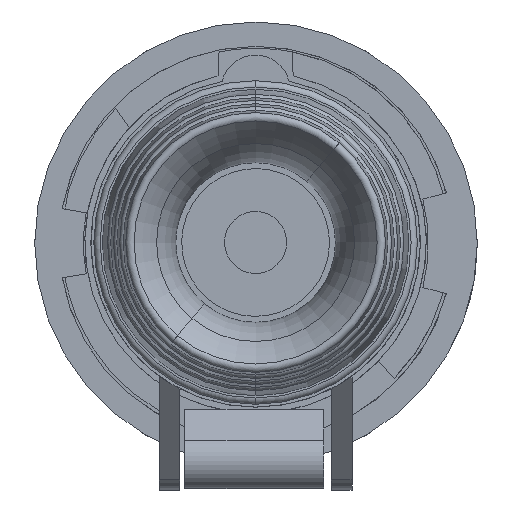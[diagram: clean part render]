
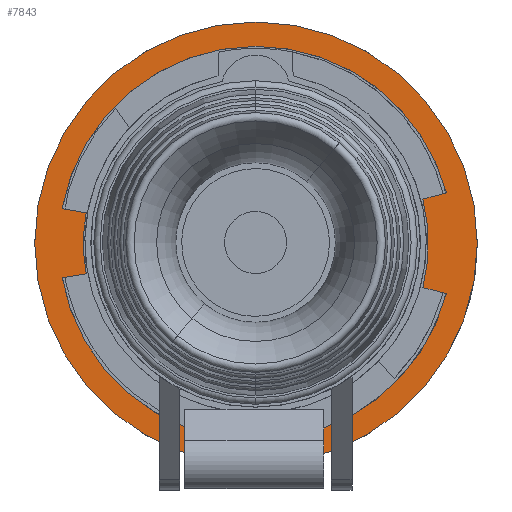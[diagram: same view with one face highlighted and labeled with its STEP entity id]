
A CAD part, front view. The second image highlights one B-rep face of the part: STEP entity #7843.
In plain terms, the highlighted planar face has unit normal (0, -1, 0).
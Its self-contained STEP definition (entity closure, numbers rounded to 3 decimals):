
#56 = CARTESIAN_POINT ( 'NONE',  ( 41.185, 64.45, -11.075 ) ) ;
#189 = AXIS2_PLACEMENT_3D ( 'NONE', #11827, #13951, #6040 ) ;
#292 = CIRCLE ( 'NONE', #2096, 48.5 ) ;
#434 = CARTESIAN_POINT ( 'NONE',  ( 46.985, 64.45, 12.21 ) ) ;
#1048 = DIRECTION ( 'NONE',  ( 0., 0., -1. ) ) ;
#1280 = CARTESIAN_POINT ( 'NONE',  ( 0.1, 64.45, 54.3 ) ) ;
#1305 = ORIENTED_EDGE ( 'NONE', *, *, #4815, .T. ) ;
#1311 = DIRECTION ( 'NONE',  ( 0., 0., 1. ) ) ;
#1355 = CIRCLE ( 'NONE', #7712, 48.5 ) ;
#1570 = CIRCLE ( 'NONE', #9560, 48.5 ) ;
#1589 = EDGE_CURVE ( 'NONE', #12443, #1649, #7515, .T. ) ;
#1649 = VERTEX_POINT ( 'NONE', #6430 ) ;
#2096 = AXIS2_PLACEMENT_3D ( 'NONE', #13050, #6690, #4487 ) ;
#2189 = EDGE_CURVE ( 'NONE', #5733, #9451, #10769, .T. ) ;
#2299 = EDGE_CURVE ( 'NONE', #10935, #11092, #10698, .T. ) ;
#2488 = CARTESIAN_POINT ( 'NONE',  ( 0.1, 64.45, -0.2 ) ) ;
#2569 = VECTOR ( 'NONE', #13769, 1000. ) ;
#2691 = CARTESIAN_POINT ( 'NONE',  ( 0.1, 64.45, -48.7 ) ) ;
#2922 = LINE ( 'NONE', #8351, #2569 ) ;
#3027 = VERTEX_POINT ( 'NONE', #10716 ) ;
#3143 = CARTESIAN_POINT ( 'NONE',  ( -41.733, 64.45, 7.3 ) ) ;
#3178 = VERTEX_POINT ( 'NONE', #8236 ) ;
#3250 = AXIS2_PLACEMENT_3D ( 'NONE', #9479, #10342, #12756 ) ;
#3488 = ORIENTED_EDGE ( 'NONE', *, *, #12564, .F. ) ;
#3719 = CARTESIAN_POINT ( 'NONE',  ( 41.185, 64.45, 10.675 ) ) ;
#3961 = CARTESIAN_POINT ( 'NONE',  ( -41.733, 64.45, -7.7 ) ) ;
#4021 = VECTOR ( 'NONE', #8533, 1000. ) ;
#4309 = CARTESIAN_POINT ( 'NONE',  ( 41.185, 64.45, -11.075 ) ) ;
#4414 = DIRECTION ( 'NONE',  ( 0.967, 0., -0.256 ) ) ;
#4469 = EDGE_CURVE ( 'NONE', #10659, #13246, #2922, .T. ) ;
#4487 = DIRECTION ( 'NONE',  ( 0., 0., 1. ) ) ;
#4531 = DIRECTION ( 'NONE',  ( 0., -1., 0. ) ) ;
#4624 = VECTOR ( 'NONE', #4414, 1000. ) ;
#4719 = EDGE_LOOP ( 'NONE', ( #5487, #11828 ) ) ;
#4815 = EDGE_CURVE ( 'NONE', #10129, #3178, #12405, .T. ) ;
#4914 = CIRCLE ( 'NONE', #13552, 48.5 ) ;
#5230 = CARTESIAN_POINT ( 'NONE',  ( -17.45, 64.45, -45.413 ) ) ;
#5413 = AXIS2_PLACEMENT_3D ( 'NONE', #10557, #11630, #12563 ) ;
#5452 = CARTESIAN_POINT ( 'NONE',  ( 0.1, 64.45, -0.2 ) ) ;
#5464 = VECTOR ( 'NONE', #13151, 1000. ) ;
#5487 = ORIENTED_EDGE ( 'NONE', *, *, #7442, .F. ) ;
#5498 = ORIENTED_EDGE ( 'NONE', *, *, #2189, .F. ) ;
#5503 = EDGE_CURVE ( 'NONE', #11139, #8220, #12253, .T. ) ;
#5554 = AXIS2_PLACEMENT_3D ( 'NONE', #10838, #6261, #1048 ) ;
#5595 = ORIENTED_EDGE ( 'NONE', *, *, #9624, .T. ) ;
#5733 = VERTEX_POINT ( 'NONE', #9049 ) ;
#5759 = DIRECTION ( 'NONE',  ( -0.986, 0., 0.167 ) ) ;
#6040 = DIRECTION ( 'NONE',  ( 0., 0., -1. ) ) ;
#6144 = ORIENTED_EDGE ( 'NONE', *, *, #10966, .T. ) ;
#6261 = DIRECTION ( 'NONE',  ( 0., 1., 0. ) ) ;
#6382 = EDGE_CURVE ( 'NONE', #10659, #3027, #1355, .T. ) ;
#6401 = EDGE_CURVE ( 'NONE', #7819, #11092, #1570, .T. ) ;
#6430 = CARTESIAN_POINT ( 'NONE',  ( -17.45, 64.45, -45.623 ) ) ;
#6443 = VECTOR ( 'NONE', #8358, 1000. ) ;
#6690 = DIRECTION ( 'NONE',  ( 0., -1., 0. ) ) ;
#6768 = CARTESIAN_POINT ( 'NONE',  ( 46.985, 64.45, -12.61 ) ) ;
#6794 = ORIENTED_EDGE ( 'NONE', *, *, #8937, .T. ) ;
#6847 = DIRECTION ( 'NONE',  ( 0., 1., 0. ) ) ;
#6979 = AXIS2_PLACEMENT_3D ( 'NONE', #2488, #6847, #11202 ) ;
#7151 = ORIENTED_EDGE ( 'NONE', *, *, #8396, .T. ) ;
#7442 = EDGE_CURVE ( 'NONE', #8220, #11139, #13383, .T. ) ;
#7504 = ORIENTED_EDGE ( 'NONE', *, *, #4469, .T. ) ;
#7515 = LINE ( 'NONE', #10797, #5464 ) ;
#7696 = VECTOR ( 'NONE', #5759, 1000. ) ;
#7712 = AXIS2_PLACEMENT_3D ( 'NONE', #5452, #8881, #9876 ) ;
#7764 = DIRECTION ( 'NONE',  ( 0., 0., -1. ) ) ;
#7789 = CARTESIAN_POINT ( 'NONE',  ( 0.1, 64.45, -0.2 ) ) ;
#7819 = VERTEX_POINT ( 'NONE', #2691 ) ;
#7843 = ADVANCED_FACE ( 'NONE', ( #8392, #9399 ), #11535, .F. ) ;
#8220 = VERTEX_POINT ( 'NONE', #1280 ) ;
#8236 = CARTESIAN_POINT ( 'NONE',  ( -41.733, 64.45, 7.3 ) ) ;
#8238 = ORIENTED_EDGE ( 'NONE', *, *, #10634, .F. ) ;
#8351 = CARTESIAN_POINT ( 'NONE',  ( 41.185, 64.45, 10.675 ) ) ;
#8358 = DIRECTION ( 'NONE',  ( 0., 0., 1. ) ) ;
#8392 = FACE_OUTER_BOUND ( 'NONE', #4719, .T. ) ;
#8396 = EDGE_CURVE ( 'NONE', #13246, #10935, #9945, .T. ) ;
#8533 = DIRECTION ( 'NONE',  ( 0.986, 0., 0.167 ) ) ;
#8656 = CARTESIAN_POINT ( 'NONE',  ( -17.45, 64.45, -0.2 ) ) ;
#8772 = CARTESIAN_POINT ( 'NONE',  ( 0.1, 64.45, -0.2 ) ) ;
#8845 = CARTESIAN_POINT ( 'NONE',  ( 0.1, 64.45, -54.7 ) ) ;
#8881 = DIRECTION ( 'NONE',  ( 0., -1., 0. ) ) ;
#8937 = EDGE_CURVE ( 'NONE', #5733, #10129, #13807, .T. ) ;
#9049 = CARTESIAN_POINT ( 'NONE',  ( -47.649, 64.45, -8.7 ) ) ;
#9399 = FACE_BOUND ( 'NONE', #9738, .T. ) ;
#9451 = VERTEX_POINT ( 'NONE', #5230 ) ;
#9479 = CARTESIAN_POINT ( 'NONE',  ( 0.1, 64.45, -0.2 ) ) ;
#9560 = AXIS2_PLACEMENT_3D ( 'NONE', #7789, #4531, #1311 ) ;
#9598 = ORIENTED_EDGE ( 'NONE', *, *, #6401, .F. ) ;
#9624 = EDGE_CURVE ( 'NONE', #3178, #13158, #14072, .T. ) ;
#9738 = EDGE_LOOP ( 'NONE', ( #8238, #13298, #6144, #5498, #6794, #1305, #5595, #3488, #9936, #7504, #7151, #12651, #9598 ) ) ;
#9876 = DIRECTION ( 'NONE',  ( 0., 0., 1. ) ) ;
#9936 = ORIENTED_EDGE ( 'NONE', *, *, #6382, .F. ) ;
#9945 = CIRCLE ( 'NONE', #6979, 42.5 ) ;
#10129 = VERTEX_POINT ( 'NONE', #10728 ) ;
#10342 = DIRECTION ( 'NONE',  ( 0., -1., 0. ) ) ;
#10557 = CARTESIAN_POINT ( 'NONE',  ( 0.1, 64.45, -0.2 ) ) ;
#10634 = EDGE_CURVE ( 'NONE', #12443, #7819, #292, .T. ) ;
#10648 = LINE ( 'NONE', #8656, #6443 ) ;
#10659 = VERTEX_POINT ( 'NONE', #434 ) ;
#10698 = LINE ( 'NONE', #56, #4624 ) ;
#10716 = CARTESIAN_POINT ( 'NONE',  ( 0.1, 64.45, 48.3 ) ) ;
#10728 = CARTESIAN_POINT ( 'NONE',  ( -41.733, 64.45, -7.7 ) ) ;
#10769 = CIRCLE ( 'NONE', #3250, 48.5 ) ;
#10797 = CARTESIAN_POINT ( 'NONE',  ( 0.1, 64.45, -45.623 ) ) ;
#10838 = CARTESIAN_POINT ( 'NONE',  ( 0.1, 64.45, -0.2 ) ) ;
#10935 = VERTEX_POINT ( 'NONE', #4309 ) ;
#10966 = EDGE_CURVE ( 'NONE', #1649, #9451, #10648, .T. ) ;
#11092 = VERTEX_POINT ( 'NONE', #6768 ) ;
#11139 = VERTEX_POINT ( 'NONE', #8845 ) ;
#11202 = DIRECTION ( 'NONE',  ( 0., 0., 1. ) ) ;
#11336 = CARTESIAN_POINT ( 'NONE',  ( -16.9, 64.45, -45.623 ) ) ;
#11535 = PLANE ( 'NONE',  #189 ) ;
#11551 = AXIS2_PLACEMENT_3D ( 'NONE', #8772, #13214, #7764 ) ;
#11630 = DIRECTION ( 'NONE',  ( 0., 1., 0. ) ) ;
#11827 = CARTESIAN_POINT ( 'NONE',  ( 0.1, 64.45, -0.2 ) ) ;
#11828 = ORIENTED_EDGE ( 'NONE', *, *, #5503, .F. ) ;
#11835 = DIRECTION ( 'NONE',  ( 0., -1., 0. ) ) ;
#11993 = CARTESIAN_POINT ( 'NONE',  ( -47.649, 64.45, 8.3 ) ) ;
#12253 = CIRCLE ( 'NONE', #5413, 54.5 ) ;
#12405 = CIRCLE ( 'NONE', #5554, 42.5 ) ;
#12443 = VERTEX_POINT ( 'NONE', #11336 ) ;
#12563 = DIRECTION ( 'NONE',  ( 0., 0., -1. ) ) ;
#12564 = EDGE_CURVE ( 'NONE', #3027, #13158, #4914, .T. ) ;
#12651 = ORIENTED_EDGE ( 'NONE', *, *, #2299, .T. ) ;
#12756 = DIRECTION ( 'NONE',  ( 0., 0., 1. ) ) ;
#12900 = DIRECTION ( 'NONE',  ( 0., 0., 1. ) ) ;
#13050 = CARTESIAN_POINT ( 'NONE',  ( 0.1, 64.45, -0.2 ) ) ;
#13151 = DIRECTION ( 'NONE',  ( -1., 0., 0. ) ) ;
#13158 = VERTEX_POINT ( 'NONE', #11993 ) ;
#13214 = DIRECTION ( 'NONE',  ( 0., 1., 0. ) ) ;
#13246 = VERTEX_POINT ( 'NONE', #3719 ) ;
#13298 = ORIENTED_EDGE ( 'NONE', *, *, #1589, .T. ) ;
#13383 = CIRCLE ( 'NONE', #11551, 54.5 ) ;
#13552 = AXIS2_PLACEMENT_3D ( 'NONE', #13893, #11835, #12900 ) ;
#13769 = DIRECTION ( 'NONE',  ( -0.967, 0., -0.256 ) ) ;
#13807 = LINE ( 'NONE', #3961, #4021 ) ;
#13893 = CARTESIAN_POINT ( 'NONE',  ( 0.1, 64.45, -0.2 ) ) ;
#13951 = DIRECTION ( 'NONE',  ( 0., 1., 0. ) ) ;
#14072 = LINE ( 'NONE', #3143, #7696 ) ;
